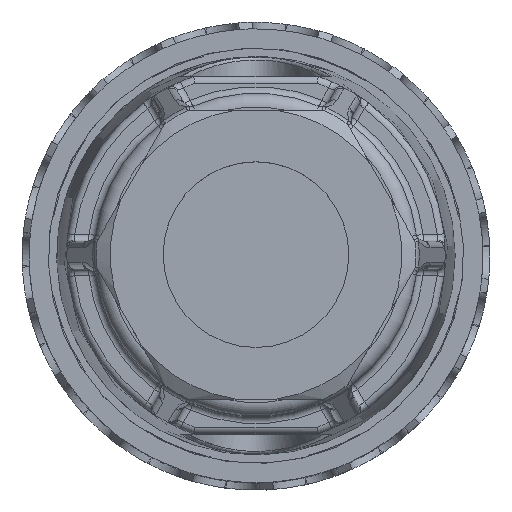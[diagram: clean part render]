
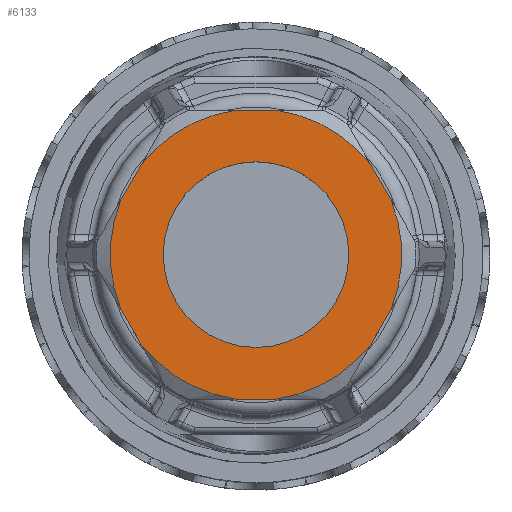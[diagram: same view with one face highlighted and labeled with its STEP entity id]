
A CAD part, top view. The second image highlights one B-rep face of the part: STEP entity #6133.
In plain terms, the highlighted planar face has unit normal (0, 0, 1).
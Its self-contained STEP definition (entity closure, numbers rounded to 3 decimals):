
#581=PLANE('',#20087);
#2682=LINE('',#26291,#4404);
#2683=LINE('',#26292,#4405);
#2684=LINE('',#26293,#4406);
#2685=LINE('',#26294,#4407);
#2686=LINE('',#26295,#4408);
#2687=LINE('',#26296,#4409);
#4404=VECTOR('',#21595,1.);
#4405=VECTOR('',#21596,1.);
#4406=VECTOR('',#21597,1.);
#4407=VECTOR('',#21598,1.);
#4408=VECTOR('',#21599,1.);
#4409=VECTOR('',#21600,1.);
#6133=ADVANCED_FACE('',(#7492,#7493),#581,.T.);
#7492=FACE_BOUND('',#7648,.T.);
#7493=FACE_BOUND('',#7649,.T.);
#7648=EDGE_LOOP('',(#8891));
#7649=EDGE_LOOP('',(#8892,#8893,#8894,#8895,#8896,#8897,#8898,#8899,#8900,
#8901,#8902,#8903));
#8891=ORIENTED_EDGE('',*,*,#16619,.F.);
#8892=ORIENTED_EDGE('',*,*,#16646,.T.);
#8893=ORIENTED_EDGE('',*,*,#16663,.T.);
#8894=ORIENTED_EDGE('',*,*,#16648,.T.);
#8895=ORIENTED_EDGE('',*,*,#16664,.T.);
#8896=ORIENTED_EDGE('',*,*,#16651,.T.);
#8897=ORIENTED_EDGE('',*,*,#16665,.T.);
#8898=ORIENTED_EDGE('',*,*,#16654,.T.);
#8899=ORIENTED_EDGE('',*,*,#16666,.T.);
#8900=ORIENTED_EDGE('',*,*,#16657,.T.);
#8901=ORIENTED_EDGE('',*,*,#16667,.T.);
#8902=ORIENTED_EDGE('',*,*,#16660,.T.);
#8903=ORIENTED_EDGE('',*,*,#16668,.T.);
#14711=VERTEX_POINT('',#26161);
#14737=VERTEX_POINT('',#26223);
#14738=VERTEX_POINT('',#26225);
#14739=VERTEX_POINT('',#26232);
#14740=VERTEX_POINT('',#26233);
#14741=VERTEX_POINT('',#26244);
#14742=VERTEX_POINT('',#26245);
#14743=VERTEX_POINT('',#26256);
#14744=VERTEX_POINT('',#26257);
#14745=VERTEX_POINT('',#26268);
#14746=VERTEX_POINT('',#26269);
#14747=VERTEX_POINT('',#26280);
#14748=VERTEX_POINT('',#26281);
#16619=EDGE_CURVE('',#14711,#14711,#19554,.T.);
#16646=EDGE_CURVE('',#14738,#14737,#19568,.T.);
#16648=EDGE_CURVE('',#14739,#14740,#19569,.T.);
#16651=EDGE_CURVE('',#14741,#14742,#19570,.T.);
#16654=EDGE_CURVE('',#14743,#14744,#19571,.T.);
#16657=EDGE_CURVE('',#14745,#14746,#19572,.T.);
#16660=EDGE_CURVE('',#14747,#14748,#19573,.T.);
#16663=EDGE_CURVE('',#14737,#14739,#2682,.T.);
#16664=EDGE_CURVE('',#14740,#14741,#2683,.T.);
#16665=EDGE_CURVE('',#14742,#14743,#2684,.T.);
#16666=EDGE_CURVE('',#14744,#14745,#2685,.T.);
#16667=EDGE_CURVE('',#14746,#14747,#2686,.T.);
#16668=EDGE_CURVE('',#14748,#14738,#2687,.T.);
#19554=CIRCLE('',#20054,6.75);
#19568=CIRCLE('',#20075,10.6);
#19569=CIRCLE('',#20077,10.6);
#19570=CIRCLE('',#20079,10.6);
#19571=CIRCLE('',#20081,10.6);
#19572=CIRCLE('',#20083,10.6);
#19573=CIRCLE('',#20085,10.6);
#20054=AXIS2_PLACEMENT_3D('',#26160,#21517,#21518);
#20075=AXIS2_PLACEMENT_3D('',#26224,#21571,#21572);
#20077=AXIS2_PLACEMENT_3D('',#26231,#21575,#21576);
#20079=AXIS2_PLACEMENT_3D('',#26243,#21579,#21580);
#20081=AXIS2_PLACEMENT_3D('',#26255,#21583,#21584);
#20083=AXIS2_PLACEMENT_3D('',#26267,#21587,#21588);
#20085=AXIS2_PLACEMENT_3D('',#26279,#21591,#21592);
#20087=AXIS2_PLACEMENT_3D('',#26297,#21601,#21602);
#21517=DIRECTION('',(0.,0.,1.));
#21518=DIRECTION('',(-0.5,-0.866,0.));
#21571=DIRECTION('',(0.,0.,1.));
#21572=DIRECTION('',(-0.5,-0.866,0.));
#21575=DIRECTION('',(0.,0.,1.));
#21576=DIRECTION('',(-0.5,-0.866,0.));
#21579=DIRECTION('',(0.,0.,1.));
#21580=DIRECTION('',(-0.5,-0.866,0.));
#21583=DIRECTION('',(0.,0.,1.));
#21584=DIRECTION('',(-0.5,-0.866,0.));
#21587=DIRECTION('',(0.,0.,1.));
#21588=DIRECTION('',(-0.5,-0.866,0.));
#21591=DIRECTION('',(0.,0.,1.));
#21592=DIRECTION('',(-0.5,-0.866,0.));
#21595=DIRECTION('',(-0.5,0.866,0.));
#21596=DIRECTION('',(-1.,0.,0.));
#21597=DIRECTION('',(-0.5,-0.866,0.));
#21598=DIRECTION('',(0.5,-0.866,0.));
#21599=DIRECTION('',(1.,0.,0.));
#21600=DIRECTION('',(0.5,0.866,0.));
#21601=DIRECTION('',(0.,0.,1.));
#21602=DIRECTION('',(0.5,0.866,0.));
#26160=CARTESIAN_POINT('',(0.,0.,78.7));
#26161=CARTESIAN_POINT('',(-3.375,-5.846,78.7));
#26223=CARTESIAN_POINT('',(9.82,3.992,78.7));
#26224=CARTESIAN_POINT('',(0.,0.,78.7));
#26225=CARTESIAN_POINT('',(9.82,-3.992,78.7));
#26231=CARTESIAN_POINT('',(0.,0.,78.7));
#26232=CARTESIAN_POINT('',(8.367,6.508,78.7));
#26233=CARTESIAN_POINT('',(1.453,10.5,78.7));
#26243=CARTESIAN_POINT('',(0.,0.,78.7));
#26244=CARTESIAN_POINT('',(-1.453,10.5,78.7));
#26245=CARTESIAN_POINT('',(-8.367,6.508,78.7));
#26255=CARTESIAN_POINT('',(0.,0.,78.7));
#26256=CARTESIAN_POINT('',(-9.82,3.992,78.7));
#26257=CARTESIAN_POINT('',(-9.82,-3.992,78.7));
#26267=CARTESIAN_POINT('',(0.,0.,78.7));
#26268=CARTESIAN_POINT('',(-8.367,-6.508,78.7));
#26269=CARTESIAN_POINT('',(-1.453,-10.5,78.7));
#26279=CARTESIAN_POINT('',(0.,0.,78.7));
#26280=CARTESIAN_POINT('',(1.453,-10.5,78.7));
#26281=CARTESIAN_POINT('',(8.367,-6.508,78.7));
#26291=CARTESIAN_POINT('',(12.124,0.,78.7));
#26292=CARTESIAN_POINT('',(6.062,10.5,78.7));
#26293=CARTESIAN_POINT('',(-6.062,10.5,78.7));
#26294=CARTESIAN_POINT('',(-12.124,0.,78.7));
#26295=CARTESIAN_POINT('',(-6.062,-10.5,78.7));
#26296=CARTESIAN_POINT('',(6.062,-10.5,78.7));
#26297=CARTESIAN_POINT('',(-9.18,5.3,78.7));
